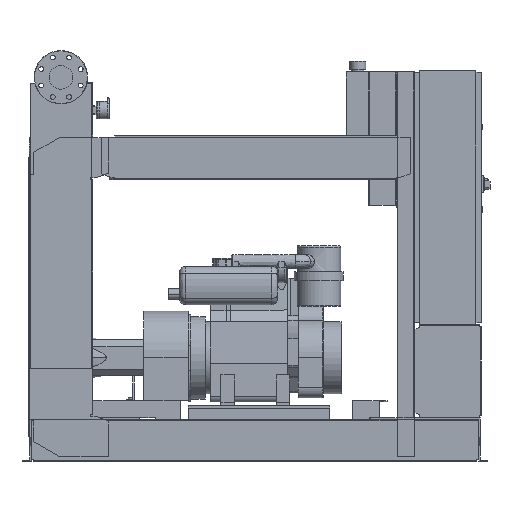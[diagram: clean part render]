
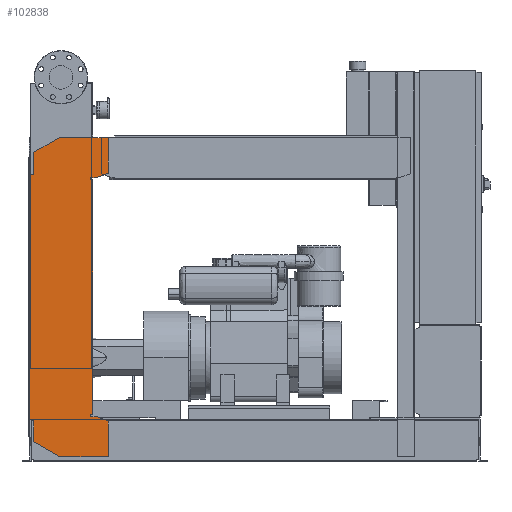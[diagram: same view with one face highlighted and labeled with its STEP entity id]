
A CAD part, front view. The second image highlights one B-rep face of the part: STEP entity #102838.
In plain terms, the highlighted free-form (B-spline) face has degree [1, 1] with [2, 2] control points.
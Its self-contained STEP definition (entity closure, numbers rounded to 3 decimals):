
#102323=CARTESIAN_POINT('',(-102.0,-463.5,1076.0));
#102324=VERTEX_POINT('',#102323);
#102331=CARTESIAN_POINT('',(-102.0,-463.5,1158.574));
#102332=VERTEX_POINT('',#102331);
#102333=CARTESIAN_POINT('',(-102.0,-463.5,1076.0));
#102334=DIRECTION('',(0.0,0.0,1.0));
#102335=VECTOR('',#102334,82.574);
#102336=LINE('',#102333,#102335);
#102337=EDGE_CURVE('',#102324,#102332,#102336,.T.);
#102355=CARTESIAN_POINT('',(-6.,-463.5,1214.0));
#102356=VERTEX_POINT('',#102355);
#102357=CARTESIAN_POINT('',(-102.0,-463.5,1158.574));
#102358=DIRECTION('',(0.866,0.0,0.5));
#102359=VECTOR('',#102358,110.851);
#102360=LINE('',#102357,#102359);
#102361=EDGE_CURVE('',#102332,#102356,#102360,.T.);
#102379=CARTESIAN_POINT('',(177.0,-463.5,1214.0));
#102380=VERTEX_POINT('',#102379);
#102381=CARTESIAN_POINT('',(-6.,-463.5,1214.0));
#102382=DIRECTION('',(1.0,0.0,0.0));
#102383=VECTOR('',#102382,183.0);
#102384=LINE('',#102381,#102383);
#102385=EDGE_CURVE('',#102356,#102380,#102384,.T.);
#102403=CARTESIAN_POINT('',(177.0,-463.5,1080.379));
#102404=VERTEX_POINT('',#102403);
#102405=CARTESIAN_POINT('',(177.0,-463.5,1214.0));
#102406=DIRECTION('',(0.0,0.0,-1.0));
#102407=VECTOR('',#102406,133.621);
#102408=LINE('',#102405,#102407);
#102409=EDGE_CURVE('',#102380,#102404,#102408,.T.);
#102427=CARTESIAN_POINT('',(132.,-463.5,1064.0));
#102428=VERTEX_POINT('',#102427);
#102429=CARTESIAN_POINT('',(177.0,-463.5,1080.379));
#102430=DIRECTION('',(-0.94,0.0,-0.342));
#102431=VECTOR('',#102430,47.888);
#102432=LINE('',#102429,#102431);
#102433=EDGE_CURVE('',#102404,#102428,#102432,.T.);
#102451=CARTESIAN_POINT('',(112.0,-463.5,1064.0));
#102452=VERTEX_POINT('',#102451);
#102453=CARTESIAN_POINT('',(132.,-463.5,1064.0));
#102454=DIRECTION('',(-1.0,0.0,0.0));
#102455=VECTOR('',#102454,20.);
#102456=LINE('',#102453,#102455);
#102457=EDGE_CURVE('',#102428,#102452,#102456,.T.);
#102475=CARTESIAN_POINT('',(112.0,-463.5,1056.0));
#102476=VERTEX_POINT('',#102475);
#102477=CARTESIAN_POINT('',(112.0,-463.5,1064.0));
#102478=DIRECTION('',(0.0,0.0,-1.0));
#102479=VECTOR('',#102478,8.0);
#102480=LINE('',#102477,#102479);
#102481=EDGE_CURVE('',#102452,#102476,#102480,.T.);
#102499=CARTESIAN_POINT('',(120.,-463.5,1056.0));
#102500=VERTEX_POINT('',#102499);
#102501=CARTESIAN_POINT('',(112.0,-463.5,1056.0));
#102502=DIRECTION('',(1.0,0.0,0.0));
#102503=VECTOR('',#102502,8.);
#102504=LINE('',#102501,#102503);
#102505=EDGE_CURVE('',#102476,#102500,#102504,.T.);
#102523=CARTESIAN_POINT('',(120.,-463.5,176.));
#102524=VERTEX_POINT('',#102523);
#102535=CARTESIAN_POINT('',(120.,-463.5,1056.0));
#102536=DIRECTION('',(0.0,0.0,-1.0));
#102537=VECTOR('',#102536,880.);
#102538=LINE('',#102535,#102537);
#102539=EDGE_CURVE('',#102500,#102524,#102538,.T.);
#102553=CARTESIAN_POINT('',(112.,-463.5,176.));
#102554=VERTEX_POINT('',#102553);
#102555=CARTESIAN_POINT('',(120.,-463.5,176.));
#102556=DIRECTION('',(-1.0,0.0,0.0));
#102557=VECTOR('',#102556,8.);
#102558=LINE('',#102555,#102557);
#102559=EDGE_CURVE('',#102524,#102554,#102558,.T.);
#102577=CARTESIAN_POINT('',(112.,-463.5,168.));
#102578=VERTEX_POINT('',#102577);
#102579=CARTESIAN_POINT('',(112.,-463.5,176.));
#102580=DIRECTION('',(0.0,0.0,-1.0));
#102581=VECTOR('',#102580,8.0);
#102582=LINE('',#102579,#102581);
#102583=EDGE_CURVE('',#102554,#102578,#102582,.T.);
#102601=CARTESIAN_POINT('',(132.,-463.5,168.));
#102602=VERTEX_POINT('',#102601);
#102603=CARTESIAN_POINT('',(112.,-463.5,168.));
#102604=DIRECTION('',(1.0,0.0,0.0));
#102605=VECTOR('',#102604,20.0);
#102606=LINE('',#102603,#102605);
#102607=EDGE_CURVE('',#102578,#102602,#102606,.T.);
#102625=CARTESIAN_POINT('',(177.,-463.5,151.621));
#102626=VERTEX_POINT('',#102625);
#102627=CARTESIAN_POINT('',(132.,-463.5,168.));
#102628=DIRECTION('',(0.94,0.0,-0.342));
#102629=VECTOR('',#102628,47.888);
#102630=LINE('',#102627,#102629);
#102631=EDGE_CURVE('',#102602,#102626,#102630,.T.);
#102649=CARTESIAN_POINT('',(177.,-463.5,18.0));
#102650=VERTEX_POINT('',#102649);
#102651=CARTESIAN_POINT('',(177.,-463.5,151.621));
#102652=DIRECTION('',(0.0,0.0,-1.0));
#102653=VECTOR('',#102652,133.621);
#102654=LINE('',#102651,#102653);
#102655=EDGE_CURVE('',#102626,#102650,#102654,.T.);
#102673=CARTESIAN_POINT('',(-4.,-463.5,18.0));
#102674=VERTEX_POINT('',#102673);
#102675=CARTESIAN_POINT('',(177.,-463.5,18.0));
#102676=DIRECTION('',(-1.0,0.0,0.0));
#102677=VECTOR('',#102676,181.);
#102678=LINE('',#102675,#102677);
#102679=EDGE_CURVE('',#102650,#102674,#102678,.T.);
#102697=CARTESIAN_POINT('',(-102.,-463.5,74.58));
#102698=VERTEX_POINT('',#102697);
#102699=CARTESIAN_POINT('',(-4.,-463.5,18.0));
#102700=DIRECTION('',(-0.866,0.,0.5));
#102701=VECTOR('',#102700,113.161);
#102702=LINE('',#102699,#102701);
#102703=EDGE_CURVE('',#102674,#102698,#102702,.T.);
#102721=CARTESIAN_POINT('',(-102.,-463.5,156.0));
#102722=VERTEX_POINT('',#102721);
#102723=CARTESIAN_POINT('',(-102.,-463.5,74.58));
#102724=DIRECTION('',(0.0,0.0,1.0));
#102725=VECTOR('',#102724,81.42);
#102726=LINE('',#102723,#102725);
#102727=EDGE_CURVE('',#102698,#102722,#102726,.T.);
#102745=CARTESIAN_POINT('',(-122.,-463.5,156.0));
#102746=VERTEX_POINT('',#102745);
#102747=CARTESIAN_POINT('',(-102.,-463.5,156.0));
#102748=DIRECTION('',(-1.0,0.0,0.0));
#102749=VECTOR('',#102748,20.0);
#102750=LINE('',#102747,#102749);
#102751=EDGE_CURVE('',#102722,#102746,#102750,.T.);
#102769=CARTESIAN_POINT('',(-122.0,-463.5,1076.0));
#102770=VERTEX_POINT('',#102769);
#102783=CARTESIAN_POINT('',(-122.,-463.5,156.0));
#102784=DIRECTION('',(0.0,0.0,1.0));
#102785=VECTOR('',#102784,920.0);
#102786=LINE('',#102783,#102785);
#102787=EDGE_CURVE('',#102746,#102770,#102786,.T.);
#102801=CARTESIAN_POINT('',(-122.0,-463.5,1076.0));
#102802=DIRECTION('',(1.0,0.0,0.0));
#102803=VECTOR('',#102802,20.0);
#102804=LINE('',#102801,#102803);
#102805=EDGE_CURVE('',#102770,#102324,#102804,.T.);
#102811=CARTESIAN_POINT('',(-122.,-463.5,18.0));
#102812=CARTESIAN_POINT('',(177.0,-463.5,18.0));
#102813=CARTESIAN_POINT('',(-122.,-463.5,1214.0));
#102814=CARTESIAN_POINT('',(177.0,-463.5,1214.0));
#102815=B_SPLINE_SURFACE_WITH_KNOTS('',1,1,((#102811,#102813),(#102812,#102814)),.UNSPECIFIED.,.F.,.F.,.U.,(2,2),(2,2),(0.0,299.),(0.0,1196.0),.UNSPECIFIED.);
#102816=ORIENTED_EDGE('',*,*,#102805,.F.);
#102817=ORIENTED_EDGE('',*,*,#102787,.F.);
#102818=ORIENTED_EDGE('',*,*,#102751,.F.);
#102819=ORIENTED_EDGE('',*,*,#102727,.F.);
#102820=ORIENTED_EDGE('',*,*,#102703,.F.);
#102821=ORIENTED_EDGE('',*,*,#102679,.F.);
#102822=ORIENTED_EDGE('',*,*,#102655,.F.);
#102823=ORIENTED_EDGE('',*,*,#102631,.F.);
#102824=ORIENTED_EDGE('',*,*,#102607,.F.);
#102825=ORIENTED_EDGE('',*,*,#102583,.F.);
#102826=ORIENTED_EDGE('',*,*,#102559,.F.);
#102827=ORIENTED_EDGE('',*,*,#102539,.F.);
#102828=ORIENTED_EDGE('',*,*,#102505,.F.);
#102829=ORIENTED_EDGE('',*,*,#102481,.F.);
#102830=ORIENTED_EDGE('',*,*,#102457,.F.);
#102831=ORIENTED_EDGE('',*,*,#102433,.F.);
#102832=ORIENTED_EDGE('',*,*,#102409,.F.);
#102833=ORIENTED_EDGE('',*,*,#102385,.F.);
#102834=ORIENTED_EDGE('',*,*,#102361,.F.);
#102835=ORIENTED_EDGE('',*,*,#102337,.F.);
#102836=EDGE_LOOP('',(#102816,#102817,#102818,#102819,#102820,#102821,#102822,#102823,#102824,#102825,#102826,#102827,#102828,#102829,#102830,#102831,#102832,#102833,#102834,#102835));
#102837=FACE_OUTER_BOUND('',#102836,.T.);
#102838=ADVANCED_FACE('',(#102837),#102815,.T.);
